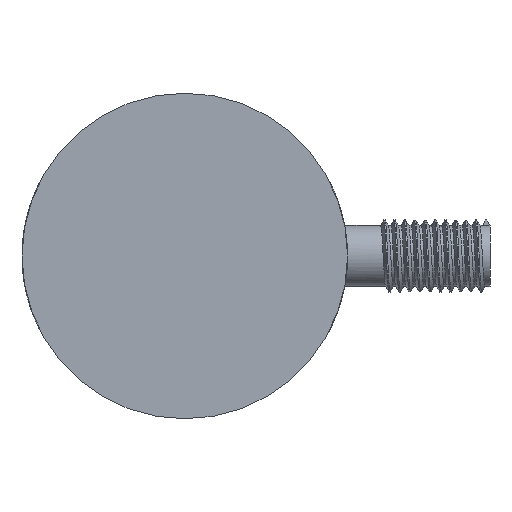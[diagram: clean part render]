
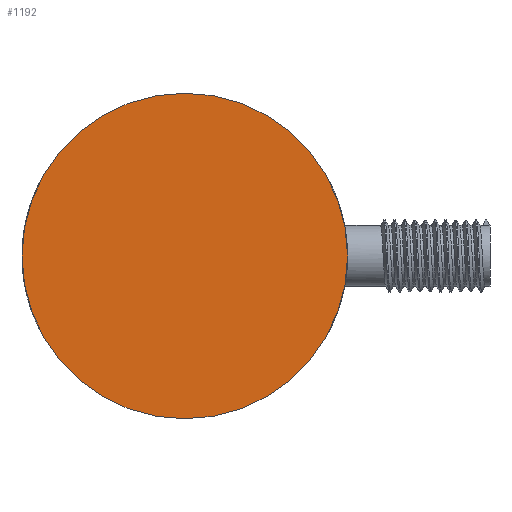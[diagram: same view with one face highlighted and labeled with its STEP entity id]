
A CAD part, front view. The second image highlights one B-rep face of the part: STEP entity #1192.
In plain terms, the highlighted planar face has unit normal (0, -1, 0).
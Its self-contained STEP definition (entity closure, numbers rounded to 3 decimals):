
#45 = AXIS2_PLACEMENT_3D ( 'NONE', #2273, #2100, #2297 ) ;
#46 = EDGE_CURVE ( 'NONE', #2221, #1414, #669, .T. ) ;
#162 = DIRECTION ( 'NONE',  ( 0., 0., 1. ) ) ;
#346 = AXIS2_PLACEMENT_3D ( 'NONE', #722, #1468, #162 ) ;
#446 = CARTESIAN_POINT ( 'NONE',  ( 0., 0., 0. ) ) ;
#554 = CARTESIAN_POINT ( 'NONE',  ( 0., 0., 8. ) ) ;
#669 = CIRCLE ( 'NONE', #45, 8. ) ;
#722 = CARTESIAN_POINT ( 'NONE',  ( 0., 0., 0. ) ) ;
#827 = DIRECTION ( 'NONE',  ( 0., 1., 0. ) ) ;
#1050 = AXIS2_PLACEMENT_3D ( 'NONE', #446, #827, #1924 ) ;
#1121 = EDGE_LOOP ( 'NONE', ( #2125, #1621 ) ) ;
#1192 = ADVANCED_FACE ( 'NONE', ( #1376 ), #1760, .F. ) ;
#1376 = FACE_OUTER_BOUND ( 'NONE', #1121, .T. ) ;
#1414 = VERTEX_POINT ( 'NONE', #1705 ) ;
#1468 = DIRECTION ( 'NONE',  ( 0., 1., 0. ) ) ;
#1621 = ORIENTED_EDGE ( 'NONE', *, *, #46, .F. ) ;
#1705 = CARTESIAN_POINT ( 'NONE',  ( 0., 0., -8. ) ) ;
#1760 = PLANE ( 'NONE',  #1050 ) ;
#1924 = DIRECTION ( 'NONE',  ( 0., 0., 1. ) ) ;
#2100 = DIRECTION ( 'NONE',  ( 0., 1., 0. ) ) ;
#2125 = ORIENTED_EDGE ( 'NONE', *, *, #2286, .F. ) ;
#2217 = CIRCLE ( 'NONE', #346, 8. ) ;
#2221 = VERTEX_POINT ( 'NONE', #554 ) ;
#2273 = CARTESIAN_POINT ( 'NONE',  ( 0., 0., 0. ) ) ;
#2286 = EDGE_CURVE ( 'NONE', #1414, #2221, #2217, .T. ) ;
#2297 = DIRECTION ( 'NONE',  ( 0., 0., 1. ) ) ;
